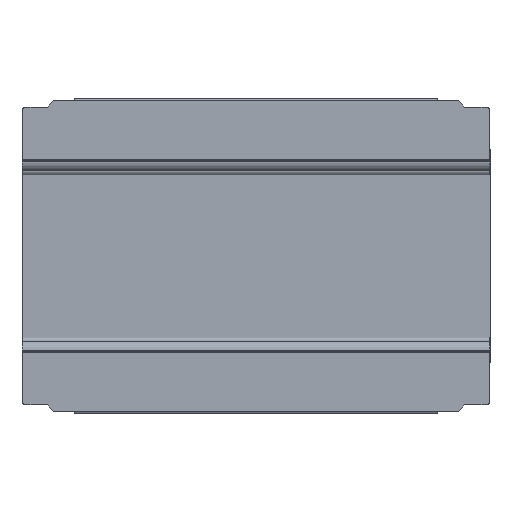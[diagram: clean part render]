
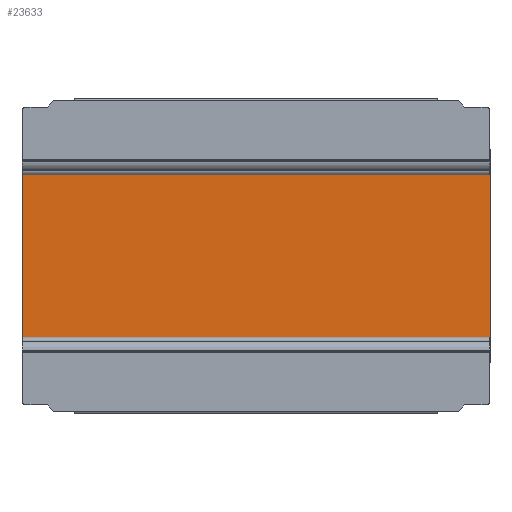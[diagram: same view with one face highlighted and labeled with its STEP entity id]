
A CAD part, front view. The second image highlights one B-rep face of the part: STEP entity #23633.
In plain terms, the highlighted planar face has unit normal (0, -1, 0).
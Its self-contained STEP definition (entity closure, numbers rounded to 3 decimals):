
#70 = LINE ( 'NONE', #16198, #71 ) ;
#71 = VECTOR ( 'NONE', #16199, 1000. ) ;
#206 = LINE ( 'NONE', #20803, #207 ) ;
#207 = VECTOR ( 'NONE', #20804, 1000. ) ;
#828 = FACE_OUTER_BOUND ( 'NONE', #4238, .T. ) ;
#1126 = ORIENTED_EDGE ( 'NONE', *, *, #21767, .T. ) ;
#1127 = ORIENTED_EDGE ( 'NONE', *, *, #5141, .T. ) ;
#1128 = ORIENTED_EDGE ( 'NONE', *, *, #5188, .T. ) ;
#1131 = ORIENTED_EDGE ( 'NONE', *, *, #22202, .T. ) ;
#3474 = CARTESIAN_POINT ( 'NONE',  ( -79.7, 8.5, 11.75 ) ) ;
#3475 = DIRECTION ( 'NONE',  ( -1., 0., 0. ) ) ;
#4238 = EDGE_LOOP ( 'NONE', ( #1131, #1127, #1126, #1128 ) ) ;
#5141 = EDGE_CURVE ( 'NONE', #6551, #6646, #23979, .T. ) ;
#5188 = EDGE_CURVE ( 'NONE', #6645, #6552, #24034, .T. ) ;
#6551 = VERTEX_POINT ( 'NONE', #9082 ) ;
#6552 = VERTEX_POINT ( 'NONE', #9083 ) ;
#6645 = VERTEX_POINT ( 'NONE', #9176 ) ;
#6646 = VERTEX_POINT ( 'NONE', #9177 ) ;
#8342 = CARTESIAN_POINT ( 'NONE',  ( -20.3, 8.5, -11.75 ) ) ;
#8349 = DIRECTION ( 'NONE',  ( 1., 0., 0. ) ) ;
#9082 = CARTESIAN_POINT ( 'NONE',  ( -20.3, 8.5, 11.75 ) ) ;
#9083 = CARTESIAN_POINT ( 'NONE',  ( -20.3, 8.5, -11.75 ) ) ;
#9176 = CARTESIAN_POINT ( 'NONE',  ( -79.7, 8.5, -11.75 ) ) ;
#9177 = CARTESIAN_POINT ( 'NONE',  ( -79.7, 8.5, 11.75 ) ) ;
#16198 = CARTESIAN_POINT ( 'NONE',  ( -79.7, 8.5, -12. ) ) ;
#16199 = DIRECTION ( 'NONE',  ( 0., 0., -1. ) ) ;
#20803 = CARTESIAN_POINT ( 'NONE',  ( -20.3, 8.5, -12. ) ) ;
#20804 = DIRECTION ( 'NONE',  ( 0., 0., 1. ) ) ;
#20973 = AXIS2_PLACEMENT_3D ( 'NONE', #32975, #32978, #32979 ) ;
#21767 = EDGE_CURVE ( 'NONE', #6646, #6645, #70, .T. ) ;
#22202 = EDGE_CURVE ( 'NONE', #6552, #6551, #206, .T. ) ;
#23633 = ADVANCED_FACE ( 'NONE', ( #828 ), #32976, .F. ) ;
#23970 = VECTOR ( 'NONE', #3475, 1000. ) ;
#23979 = LINE ( 'NONE', #3474, #23970 ) ;
#24034 = LINE ( 'NONE', #8342, #24047 ) ;
#24047 = VECTOR ( 'NONE', #8349, 1000. ) ;
#32975 = CARTESIAN_POINT ( 'NONE',  ( -200., 8.5, -12. ) ) ;
#32976 = PLANE ( 'NONE',  #20973 ) ;
#32978 = DIRECTION ( 'NONE',  ( 0., 1., 0. ) ) ;
#32979 = DIRECTION ( 'NONE',  ( 0., 0., 1. ) ) ;
